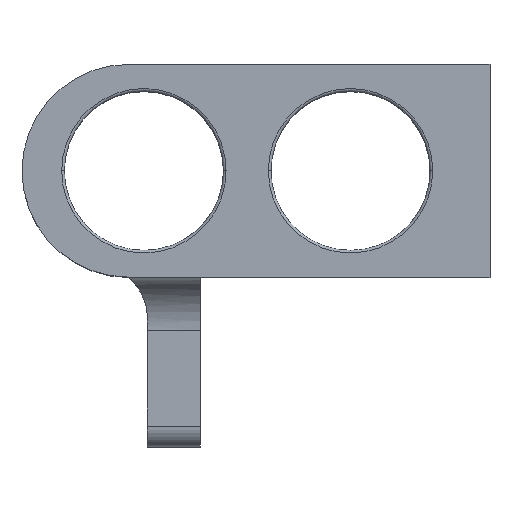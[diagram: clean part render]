
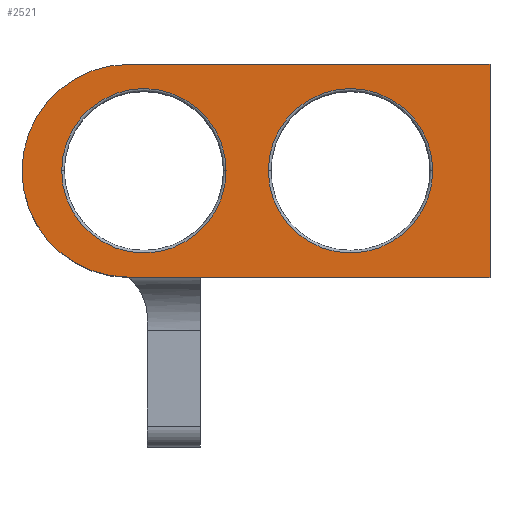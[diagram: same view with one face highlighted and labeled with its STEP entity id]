
A CAD part, top view. The second image highlights one B-rep face of the part: STEP entity #2521.
In plain terms, the highlighted planar face has unit normal (0, 0, 1).
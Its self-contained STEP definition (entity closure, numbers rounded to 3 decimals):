
#10 = DIRECTION ( 'NONE',  ( -1., 0., 0. ) ) ;
#39 = ORIENTED_EDGE ( 'NONE', *, *, #1149, .T. ) ;
#72 = ORIENTED_EDGE ( 'NONE', *, *, #804, .T. ) ;
#93 = CARTESIAN_POINT ( 'NONE',  ( -10., 0., 24. ) ) ;
#122 = DIRECTION ( 'NONE',  ( -1., 0., 0. ) ) ;
#130 = CARTESIAN_POINT ( 'NONE',  ( 24., 10., 24. ) ) ;
#173 = AXIS2_PLACEMENT_3D ( 'NONE', #1585, #1341, #2585 ) ;
#207 = CARTESIAN_POINT ( 'NONE',  ( 24., -10., 24. ) ) ;
#262 = CARTESIAN_POINT ( 'NONE',  ( -8.542, 0., 24. ) ) ;
#270 = ORIENTED_EDGE ( 'NONE', *, *, #3030, .T. ) ;
#276 = CARTESIAN_POINT ( 'NONE',  ( -10., 10., 24. ) ) ;
#334 = CIRCLE ( 'NONE', #2984, 7.729 ) ;
#363 = CARTESIAN_POINT ( 'NONE',  ( 24., -10., 24. ) ) ;
#370 = CARTESIAN_POINT ( 'NONE',  ( 10.887, 0., 24. ) ) ;
#373 = CARTESIAN_POINT ( 'NONE',  ( 0., 0., 24. ) ) ;
#384 = EDGE_CURVE ( 'NONE', #2225, #2095, #2222, .T. ) ;
#392 = AXIS2_PLACEMENT_3D ( 'NONE', #2326, #1834, #2850 ) ;
#403 = VECTOR ( 'NONE', #971, 1000. ) ;
#440 = AXIS2_PLACEMENT_3D ( 'NONE', #93, #2808, #2132 ) ;
#499 = CARTESIAN_POINT ( 'NONE',  ( 10.887, 0., 24. ) ) ;
#550 = CIRCLE ( 'NONE', #440, 10. ) ;
#649 = CIRCLE ( 'NONE', #173, 7.729 ) ;
#688 = FACE_BOUND ( 'NONE', #2231, .T. ) ;
#734 = VERTEX_POINT ( 'NONE', #2773 ) ;
#761 = CARTESIAN_POINT ( 'NONE',  ( -20., 0., 24. ) ) ;
#762 = VECTOR ( 'NONE', #1220, 1000. ) ;
#774 = EDGE_CURVE ( 'NONE', #3283, #2135, #2531, .T. ) ;
#804 = EDGE_CURVE ( 'NONE', #1801, #734, #862, .T. ) ;
#862 = CIRCLE ( 'NONE', #2196, 7.729 ) ;
#912 = VECTOR ( 'NONE', #2090, 1000. ) ;
#971 = DIRECTION ( 'NONE',  ( 0., -1., 0. ) ) ;
#1034 = ORIENTED_EDGE ( 'NONE', *, *, #1970, .F. ) ;
#1065 = CARTESIAN_POINT ( 'NONE',  ( -20., 10., 24. ) ) ;
#1142 = CARTESIAN_POINT ( 'NONE',  ( -0.813, 0., 24. ) ) ;
#1149 = EDGE_CURVE ( 'NONE', #734, #1801, #2448, .T. ) ;
#1182 = CARTESIAN_POINT ( 'NONE',  ( -20., -10., 24. ) ) ;
#1211 = CARTESIAN_POINT ( 'NONE',  ( -16.271, 0., 24. ) ) ;
#1220 = DIRECTION ( 'NONE',  ( 1., 0., 0. ) ) ;
#1234 = ORIENTED_EDGE ( 'NONE', *, *, #384, .T. ) ;
#1341 = DIRECTION ( 'NONE',  ( 0., 0., -1. ) ) ;
#1421 = FACE_OUTER_BOUND ( 'NONE', #1466, .T. ) ;
#1466 = EDGE_LOOP ( 'NONE', ( #2234, #1854, #2241, #1234, #1034 ) ) ;
#1493 = VERTEX_POINT ( 'NONE', #1142 ) ;
#1504 = ORIENTED_EDGE ( 'NONE', *, *, #3226, .T. ) ;
#1548 = DIRECTION ( 'NONE',  ( -1., 0., 0. ) ) ;
#1585 = CARTESIAN_POINT ( 'NONE',  ( -8.542, 0., 24. ) ) ;
#1651 = DIRECTION ( 'NONE',  ( 0., 0., -1. ) ) ;
#1721 = FACE_BOUND ( 'NONE', #3031, .T. ) ;
#1801 = VERTEX_POINT ( 'NONE', #2134 ) ;
#1834 = DIRECTION ( 'NONE',  ( 0., 0., 1. ) ) ;
#1854 = ORIENTED_EDGE ( 'NONE', *, *, #3195, .T. ) ;
#1970 = EDGE_CURVE ( 'NONE', #3283, #2095, #2490, .T. ) ;
#2010 = VERTEX_POINT ( 'NONE', #1211 ) ;
#2022 = DIRECTION ( 'NONE',  ( 0., 0., -1. ) ) ;
#2090 = DIRECTION ( 'NONE',  ( -1., 0., 0. ) ) ;
#2095 = VERTEX_POINT ( 'NONE', #363 ) ;
#2132 = DIRECTION ( 'NONE',  ( -1., 0., 0. ) ) ;
#2134 = CARTESIAN_POINT ( 'NONE',  ( 3.157, 0., 24. ) ) ;
#2135 = VERTEX_POINT ( 'NONE', #276 ) ;
#2147 = AXIS2_PLACEMENT_3D ( 'NONE', #370, #1651, #122 ) ;
#2150 = AXIS2_PLACEMENT_3D ( 'NONE', #373, #2164, #2685 ) ;
#2164 = DIRECTION ( 'NONE',  ( 0., 0., -1. ) ) ;
#2196 = AXIS2_PLACEMENT_3D ( 'NONE', #499, #2300, #10 ) ;
#2205 = CARTESIAN_POINT ( 'NONE',  ( -10., -10., 24. ) ) ;
#2222 = LINE ( 'NONE', #1182, #762 ) ;
#2225 = VERTEX_POINT ( 'NONE', #2205 ) ;
#2231 = EDGE_LOOP ( 'NONE', ( #1504, #270 ) ) ;
#2234 = ORIENTED_EDGE ( 'NONE', *, *, #774, .T. ) ;
#2241 = ORIENTED_EDGE ( 'NONE', *, *, #2415, .T. ) ;
#2300 = DIRECTION ( 'NONE',  ( 0., 0., -1. ) ) ;
#2326 = CARTESIAN_POINT ( 'NONE',  ( -10., 0., 24. ) ) ;
#2415 = EDGE_CURVE ( 'NONE', #2950, #2225, #3002, .T. ) ;
#2448 = CIRCLE ( 'NONE', #2147, 7.729 ) ;
#2490 = LINE ( 'NONE', #207, #403 ) ;
#2521 = ADVANCED_FACE ( 'NONE', ( #1721, #688, #1421 ), #2672, .F. ) ;
#2531 = LINE ( 'NONE', #1065, #912 ) ;
#2585 = DIRECTION ( 'NONE',  ( -1., 0., 0. ) ) ;
#2672 = PLANE ( 'NONE',  #2150 ) ;
#2685 = DIRECTION ( 'NONE',  ( -1., 0., 0. ) ) ;
#2773 = CARTESIAN_POINT ( 'NONE',  ( 18.616, 0., 24. ) ) ;
#2808 = DIRECTION ( 'NONE',  ( 0., 0., 1. ) ) ;
#2850 = DIRECTION ( 'NONE',  ( -1., 0., 0. ) ) ;
#2950 = VERTEX_POINT ( 'NONE', #761 ) ;
#2984 = AXIS2_PLACEMENT_3D ( 'NONE', #262, #2022, #1548 ) ;
#3002 = CIRCLE ( 'NONE', #392, 10. ) ;
#3030 = EDGE_CURVE ( 'NONE', #1493, #2010, #334, .T. ) ;
#3031 = EDGE_LOOP ( 'NONE', ( #72, #39 ) ) ;
#3195 = EDGE_CURVE ( 'NONE', #2135, #2950, #550, .T. ) ;
#3226 = EDGE_CURVE ( 'NONE', #2010, #1493, #649, .T. ) ;
#3283 = VERTEX_POINT ( 'NONE', #130 ) ;
